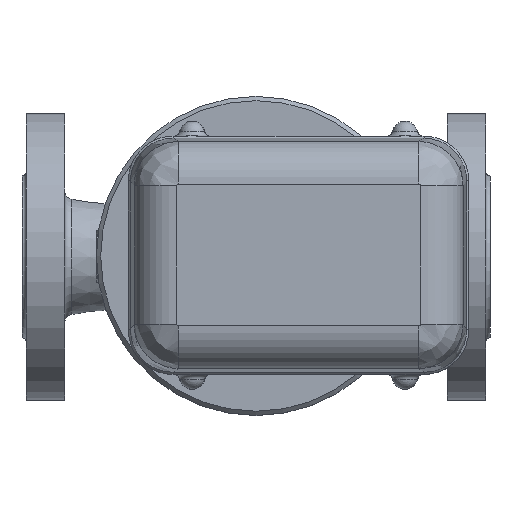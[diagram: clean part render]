
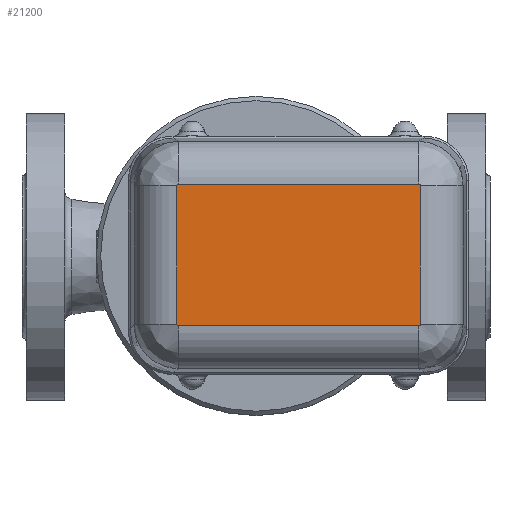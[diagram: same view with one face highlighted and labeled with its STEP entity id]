
A CAD part, top view. The second image highlights one B-rep face of the part: STEP entity #21200.
In plain terms, the highlighted planar face has unit normal (0, 0, 1).
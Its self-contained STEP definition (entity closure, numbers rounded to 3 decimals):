
#641=LINE('',#35141,#1883);
#782=LINE('',#36088,#2024);
#783=LINE('',#36093,#2025);
#785=LINE('',#36255,#2027);
#1883=VECTOR('',#25606,113.105);
#2024=VECTOR('',#26159,65.105);
#2025=VECTOR('',#26164,65.105);
#2027=VECTOR('',#26172,113.105);
#3207=B_SPLINE_CURVE_WITH_KNOTS('',3,(#35972,#35973,#35974,#35975,#35976,
#35977,#35978,#35979),.UNSPECIFIED.,.F.,.F.,(4,1,1,1,1,4),(0.,0.017,
0.034,0.069,0.103,0.12),
 .UNSPECIFIED.);
#3209=B_SPLINE_CURVE_WITH_KNOTS('',3,(#36063,#36064,#36065,#36066,#36067,
#36068,#36069,#36070,#36071,#36072),.UNSPECIFIED.,.F.,.F.,(4,1,1,1,1,1,
1,4),(0.,0.017,0.034,0.052,0.069,
0.086,0.103,0.12),.UNSPECIFIED.);
#3211=B_SPLINE_CURVE_WITH_KNOTS('',3,(#36152,#36153,#36154,#36155,#36156,
#36157,#36158,#36159),.UNSPECIFIED.,.F.,.F.,(4,1,1,1,1,4),(0.,
0.017,0.034,0.069,0.103,
0.12),.UNSPECIFIED.);
#3213=B_SPLINE_CURVE_WITH_KNOTS('',3,(#36236,#36237,#36238,#36239,#36240,
#36241,#36242,#36243,#36244),.UNSPECIFIED.,.F.,.F.,(4,1,1,1,1,1,4),(0.,
0.017,0.034,0.052,0.069,
0.103,0.12),.UNSPECIFIED.);
#4737=FACE_OUTER_BOUND('',#6265,.T.);
#6265=EDGE_LOOP('',(#15327,#15328,#15329,#15330,#15331,#15332,#15333,#15334));
#9190=VERTEX_POINT('',#35138);
#9191=VERTEX_POINT('',#35140);
#9448=VERTEX_POINT('',#35971);
#9451=VERTEX_POINT('',#36061);
#9452=VERTEX_POINT('',#36084);
#9455=VERTEX_POINT('',#36091);
#9456=VERTEX_POINT('',#36151);
#9459=VERTEX_POINT('',#36234);
#11354=EDGE_CURVE('',#9190,#9191,#641,.T.);
#11653=EDGE_CURVE('',#9191,#9448,#3207,.T.);
#11657=EDGE_CURVE('',#9451,#9190,#3209,.T.);
#11661=EDGE_CURVE('',#9448,#9452,#782,.T.);
#11663=EDGE_CURVE('',#9455,#9451,#783,.T.);
#11665=EDGE_CURVE('',#9452,#9456,#3211,.T.);
#11669=EDGE_CURVE('',#9459,#9455,#3213,.T.);
#11671=EDGE_CURVE('',#9456,#9459,#785,.T.);
#15327=ORIENTED_EDGE('',*,*,#11354,.F.);
#15328=ORIENTED_EDGE('',*,*,#11657,.F.);
#15329=ORIENTED_EDGE('',*,*,#11663,.F.);
#15330=ORIENTED_EDGE('',*,*,#11669,.F.);
#15331=ORIENTED_EDGE('',*,*,#11671,.F.);
#15332=ORIENTED_EDGE('',*,*,#11665,.F.);
#15333=ORIENTED_EDGE('',*,*,#11661,.F.);
#15334=ORIENTED_EDGE('',*,*,#11653,.F.);
#20458=PLANE('',#22926);
#21200=ADVANCED_FACE('',(#4737),#20458,.T.);
#22926=AXIS2_PLACEMENT_3D('',#36326,#26183,#26184);
#25606=DIRECTION('',(-1.,0.,0.));
#26159=DIRECTION('',(0.,1.,0.));
#26164=DIRECTION('',(0.,-1.,0.));
#26172=DIRECTION('',(1.,0.,0.));
#26183=DIRECTION('center_axis',(0.,0.,
1.));
#26184=DIRECTION('ref_axis',(1.,0.,0.));
#35138=CARTESIAN_POINT('',(76.552,-33.324,587.));
#35140=CARTESIAN_POINT('',(-36.552,-33.324,587.));
#35141=CARTESIAN_POINT('',(-9.5,-33.324,587.));
#35971=CARTESIAN_POINT('',(-37.324,-32.552,587.));
#35972=CARTESIAN_POINT('Ctrl Pts',(-36.552,-33.324,
587.));
#35973=CARTESIAN_POINT('Ctrl Pts',(-36.61,-33.324,
587.));
#35974=CARTESIAN_POINT('Ctrl Pts',(-36.726,-33.311,
587.));
#35975=CARTESIAN_POINT('Ctrl Pts',(-36.944,-33.233,
587.));
#35976=CARTESIAN_POINT('Ctrl Pts',(-37.175,-33.048,
587.));
#35977=CARTESIAN_POINT('Ctrl Pts',(-37.305,-32.782,
587.));
#35978=CARTESIAN_POINT('Ctrl Pts',(-37.324,-32.61,
587.));
#35979=CARTESIAN_POINT('Ctrl Pts',(-37.324,-32.552,
587.));
#36061=CARTESIAN_POINT('',(77.324,-32.552,587.));
#36063=CARTESIAN_POINT('Ctrl Pts',(77.324,-32.552,587.));
#36064=CARTESIAN_POINT('Ctrl Pts',(77.324,-32.61,587.));
#36065=CARTESIAN_POINT('Ctrl Pts',(77.311,-32.725,587.));
#36066=CARTESIAN_POINT('Ctrl Pts',(77.253,-32.888,587.));
#36067=CARTESIAN_POINT('Ctrl Pts',(77.159,-33.036,587.));
#36068=CARTESIAN_POINT('Ctrl Pts',(77.037,-33.158,587.));
#36069=CARTESIAN_POINT('Ctrl Pts',(76.889,-33.252,587.));
#36070=CARTESIAN_POINT('Ctrl Pts',(76.726,-33.311,587.));
#36071=CARTESIAN_POINT('Ctrl Pts',(76.61,-33.324,587.));
#36072=CARTESIAN_POINT('Ctrl Pts',(76.552,-33.324,587.));
#36084=CARTESIAN_POINT('',(-37.324,32.552,587.));
#36088=CARTESIAN_POINT('',(-37.324,17.5,587.));
#36091=CARTESIAN_POINT('',(77.324,32.552,587.));
#36093=CARTESIAN_POINT('',(77.324,-17.5,587.));
#36151=CARTESIAN_POINT('',(-36.552,33.324,587.));
#36152=CARTESIAN_POINT('Ctrl Pts',(-37.324,32.552,587.));
#36153=CARTESIAN_POINT('Ctrl Pts',(-37.324,32.61,587.));
#36154=CARTESIAN_POINT('Ctrl Pts',(-37.311,32.726,587.));
#36155=CARTESIAN_POINT('Ctrl Pts',(-37.233,32.944,587.));
#36156=CARTESIAN_POINT('Ctrl Pts',(-37.048,33.175,587.));
#36157=CARTESIAN_POINT('Ctrl Pts',(-36.782,33.305,587.));
#36158=CARTESIAN_POINT('Ctrl Pts',(-36.61,33.324,587.));
#36159=CARTESIAN_POINT('Ctrl Pts',(-36.552,33.324,587.));
#36234=CARTESIAN_POINT('',(76.552,33.324,587.));
#36236=CARTESIAN_POINT('Ctrl Pts',(76.552,33.324,587.));
#36237=CARTESIAN_POINT('Ctrl Pts',(76.61,33.324,587.));
#36238=CARTESIAN_POINT('Ctrl Pts',(76.725,33.311,587.));
#36239=CARTESIAN_POINT('Ctrl Pts',(76.888,33.253,587.));
#36240=CARTESIAN_POINT('Ctrl Pts',(77.036,33.159,587.));
#36241=CARTESIAN_POINT('Ctrl Pts',(77.2,32.996,587.));
#36242=CARTESIAN_POINT('Ctrl Pts',(77.304,32.783,587.));
#36243=CARTESIAN_POINT('Ctrl Pts',(77.324,32.61,587.));
#36244=CARTESIAN_POINT('Ctrl Pts',(77.324,32.552,587.));
#36255=CARTESIAN_POINT('',(49.5,33.324,587.));
#36326=CARTESIAN_POINT('Origin',(20.,0.,587.));
